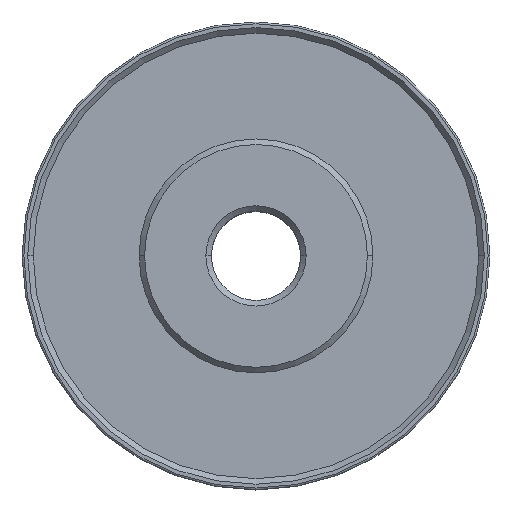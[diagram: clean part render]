
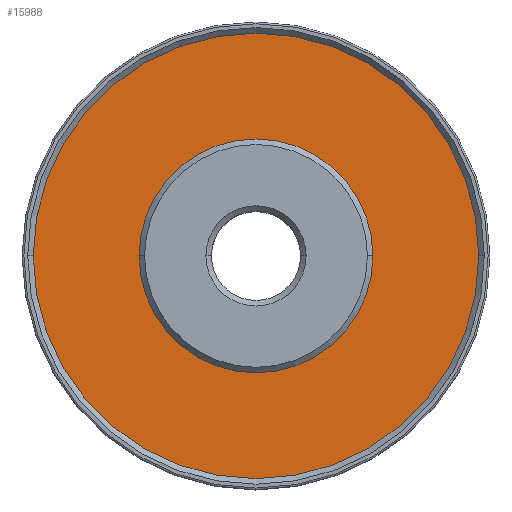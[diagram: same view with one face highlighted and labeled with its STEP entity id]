
A CAD part, top view. The second image highlights one B-rep face of the part: STEP entity #15988.
In plain terms, the highlighted planar face has unit normal (0, 0, 1).
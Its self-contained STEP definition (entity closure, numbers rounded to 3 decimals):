
#1003 = CARTESIAN_POINT ( 'NONE',  ( -10.5, 0., 10. ) ) ;
#1078 = DIRECTION ( 'NONE',  ( -1., 0., 0. ) ) ;
#1402 = CARTESIAN_POINT ( 'NONE',  ( 10.5, 0., 10. ) ) ;
#1725 = DIRECTION ( 'NONE',  ( 0., 0., 1. ) ) ;
#2186 = AXIS2_PLACEMENT_3D ( 'NONE', #7762, #12738, #5797 ) ;
#2262 = CIRCLE ( 'NONE', #4484, 20. ) ;
#3053 = CARTESIAN_POINT ( 'NONE',  ( -20., 0., 10. ) ) ;
#3167 = PLANE ( 'NONE',  #20542 ) ;
#3197 = VERTEX_POINT ( 'NONE', #1402 ) ;
#3798 = DIRECTION ( 'NONE',  ( -1., 0., 0. ) ) ;
#4484 = AXIS2_PLACEMENT_3D ( 'NONE', #20774, #17190, #17537 ) ;
#5797 = DIRECTION ( 'NONE',  ( -1., 0., 0. ) ) ;
#7250 = CIRCLE ( 'NONE', #13169, 20. ) ;
#7392 = CIRCLE ( 'NONE', #19204, 10.5 ) ;
#7762 = CARTESIAN_POINT ( 'NONE',  ( 0., 0., 10. ) ) ;
#8237 = CARTESIAN_POINT ( 'NONE',  ( 20., 0., 10. ) ) ;
#8251 = DIRECTION ( 'NONE',  ( 1., 0., 0. ) ) ;
#8878 = CARTESIAN_POINT ( 'NONE',  ( 0., 0., 10. ) ) ;
#11160 = ORIENTED_EDGE ( 'NONE', *, *, #20223, .F. ) ;
#11311 = ORIENTED_EDGE ( 'NONE', *, *, #13798, .T. ) ;
#11415 = CIRCLE ( 'NONE', #2186, 10.5 ) ;
#11440 = ORIENTED_EDGE ( 'NONE', *, *, #12932, .F. ) ;
#12738 = DIRECTION ( 'NONE',  ( 0., 0., 1. ) ) ;
#12932 = EDGE_CURVE ( 'NONE', #3197, #22308, #11415, .T. ) ;
#13169 = AXIS2_PLACEMENT_3D ( 'NONE', #19213, #15297, #1078 ) ;
#13798 = EDGE_CURVE ( 'NONE', #19159, #16553, #2262, .T. ) ;
#15297 = DIRECTION ( 'NONE',  ( 0., 0., 1. ) ) ;
#15313 = FACE_BOUND ( 'NONE', #17017, .T. ) ;
#15447 = CARTESIAN_POINT ( 'NONE',  ( -20., 0., 10. ) ) ;
#15988 = ADVANCED_FACE ( 'NONE', ( #17147, #15313 ), #3167, .T. ) ;
#16553 = VERTEX_POINT ( 'NONE', #8237 ) ;
#16577 = EDGE_CURVE ( 'NONE', #16553, #19159, #7250, .T. ) ;
#17002 = EDGE_LOOP ( 'NONE', ( #21519, #11311 ) ) ;
#17017 = EDGE_LOOP ( 'NONE', ( #11160, #11440 ) ) ;
#17147 = FACE_OUTER_BOUND ( 'NONE', #17002, .T. ) ;
#17190 = DIRECTION ( 'NONE',  ( 0., 0., 1. ) ) ;
#17498 = DIRECTION ( 'NONE',  ( 0., 0., 1. ) ) ;
#17537 = DIRECTION ( 'NONE',  ( -1., 0., 0. ) ) ;
#19159 = VERTEX_POINT ( 'NONE', #15447 ) ;
#19204 = AXIS2_PLACEMENT_3D ( 'NONE', #8878, #1725, #3798 ) ;
#19213 = CARTESIAN_POINT ( 'NONE',  ( 0., 0., 10. ) ) ;
#20223 = EDGE_CURVE ( 'NONE', #22308, #3197, #7392, .T. ) ;
#20542 = AXIS2_PLACEMENT_3D ( 'NONE', #3053, #17498, #8251 ) ;
#20774 = CARTESIAN_POINT ( 'NONE',  ( 0., 0., 10. ) ) ;
#21519 = ORIENTED_EDGE ( 'NONE', *, *, #16577, .T. ) ;
#22308 = VERTEX_POINT ( 'NONE', #1003 ) ;
